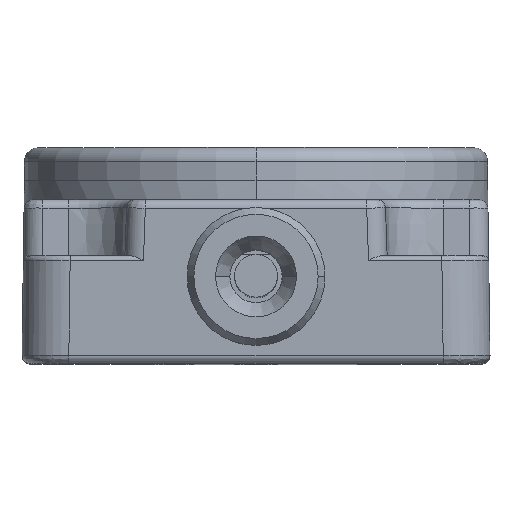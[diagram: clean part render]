
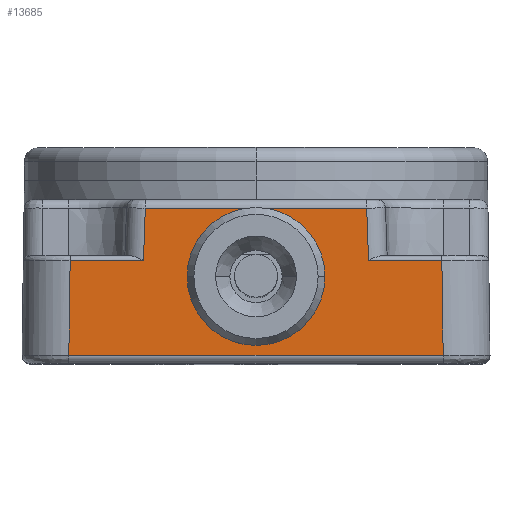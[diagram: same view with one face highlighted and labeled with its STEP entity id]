
A CAD part, top view. The second image highlights one B-rep face of the part: STEP entity #13685.
In plain terms, the highlighted planar face has unit normal (0, 0, 1).
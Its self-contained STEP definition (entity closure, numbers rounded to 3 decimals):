
#1732=CARTESIAN_POINT('',(0.,6.3,35.));
#1733=DIRECTION('',(0.,0.,1.));
#1734=DIRECTION('',(1.,0.,0.));
#1735=AXIS2_PLACEMENT_3D('',#1732,#1733,#1734);
#1737=CARTESIAN_POINT('',(0.,6.3,35.));
#1738=DIRECTION('',(0.,0.,1.));
#1739=DIRECTION('',(-1.,0.,0.));
#1740=AXIS2_PLACEMENT_3D('',#1737,#1738,#1739);
#1742=DIRECTION('',(-1.,0.,0.));
#1743=VECTOR('',#1742,39.974);
#1744=CARTESIAN_POINT('',(19.987,-2.1,35.));
#1745=LINE('',#1744,#1743);
#1746=DIRECTION('',(-0.014,-1.,0.));
#1747=VECTOR('',#1746,10.101);
#1748=CARTESIAN_POINT('',(-19.846,8.,35.));
#1749=LINE('',#1748,#1747);
#1750=DIRECTION('',(1.,0.,0.));
#1751=VECTOR('',#1750,7.83);
#1752=CARTESIAN_POINT('',(-19.846,8.,35.));
#1753=LINE('',#1752,#1751);
#1754=DIRECTION('',(1.,0.,0.));
#1755=VECTOR('',#1754,23.641);
#1756=CARTESIAN_POINT('',(-11.821,13.6,35.));
#1757=LINE('',#1756,#1755);
#1758=DIRECTION('',(1.,0.,0.));
#1759=VECTOR('',#1758,7.83);
#1760=CARTESIAN_POINT('',(12.016,8.,35.));
#1761=LINE('',#1760,#1759);
#1762=DIRECTION('',(-0.014,1.,0.));
#1763=VECTOR('',#1762,10.101);
#1764=CARTESIAN_POINT('',(19.987,-2.1,35.));
#1765=LINE('',#1764,#1763);
#4467=CARTESIAN_POINT('',(11.821,13.6,35.));
#4484=DIRECTION('',(-0.035,0.999,0.));
#4485=VECTOR('',#4484,5.603);
#4486=CARTESIAN_POINT('',(12.016,8.,35.));
#4487=LINE('',#4486,#4485);
#4514=DIRECTION('',(-0.035,-0.999,0.));
#4515=VECTOR('',#4514,5.603);
#4516=CARTESIAN_POINT('',(-11.821,13.6,35.));
#4517=LINE('',#4516,#4515);
#4771=CARTESIAN_POINT('',(19.846,8.,35.));
#9906=CARTESIAN_POINT('',(19.987,-2.1,35.));
#9907=CARTESIAN_POINT('',(-19.987,-2.1,
35.));
#9908=VERTEX_POINT('',#9906);
#9909=VERTEX_POINT('',#9907);
#9927=VERTEX_POINT('',#4467);
#9930=CARTESIAN_POINT('',(-11.821,13.6,35.));
#9931=VERTEX_POINT('',#9930);
#10335=VERTEX_POINT('',#4771);
#10338=CARTESIAN_POINT('',(12.016,8.,35.));
#10339=VERTEX_POINT('',#10338);
#10340=CARTESIAN_POINT('',(-19.846,8.,
35.));
#10341=CARTESIAN_POINT('',(-12.016,8.,35.));
#10342=VERTEX_POINT('',#10340);
#10343=VERTEX_POINT('',#10341);
#10354=CARTESIAN_POINT('',(6.273,6.3,35.));
#10355=CARTESIAN_POINT('',(-6.273,6.3,35.));
#10356=VERTEX_POINT('',#10354);
#10357=VERTEX_POINT('',#10355);
#13658=CARTESIAN_POINT('',(-25.,-3.,35.));
#13659=DIRECTION('',(0.,0.,1.));
#13660=DIRECTION('',(1.,0.,0.));
#13661=AXIS2_PLACEMENT_3D('',#13658,#13659,#13660);
#13662=PLANE('',#13661);
#13664=ORIENTED_EDGE('',*,*,#13663,.T.);
#13666=ORIENTED_EDGE('',*,*,#13665,.F.);
#13668=ORIENTED_EDGE('',*,*,#13667,.T.);
#13670=ORIENTED_EDGE('',*,*,#13669,.F.);
#13672=ORIENTED_EDGE('',*,*,#13671,.T.);
#13674=ORIENTED_EDGE('',*,*,#13673,.F.);
#13676=ORIENTED_EDGE('',*,*,#13675,.T.);
#13678=ORIENTED_EDGE('',*,*,#13677,.F.);
#13679=EDGE_LOOP('',(#13664,#13666,#13668,#13670,#13672,#13674,#13676,#13678));
#13680=FACE_OUTER_BOUND('',#13679,.F.);
#13681=ORIENTED_EDGE('',*,*,#13628,.T.);
#13682=ORIENTED_EDGE('',*,*,#13614,.T.);
#13683=EDGE_LOOP('',(#13681,#13682));
#13684=FACE_BOUND('',#13683,.F.);
#13685=ADVANCED_FACE('',(#13680,#13684),#13662,.T.);
#1736=CIRCLE('',#1735,6.273);
#1741=CIRCLE('',#1740,6.273);
#13614=EDGE_CURVE('',#10357,#10356,#1741,.T.);
#13628=EDGE_CURVE('',#10356,#10357,#1736,.T.);
#13663=EDGE_CURVE('',#9908,#9909,#1745,.T.);
#13665=EDGE_CURVE('',#10342,#9909,#1749,.T.);
#13667=EDGE_CURVE('',#10342,#10343,#1753,.T.);
#13669=EDGE_CURVE('',#9931,#10343,#4517,.T.);
#13671=EDGE_CURVE('',#9931,#9927,#1757,.T.);
#13673=EDGE_CURVE('',#10339,#9927,#4487,.T.);
#13675=EDGE_CURVE('',#10339,#10335,#1761,.T.);
#13677=EDGE_CURVE('',#9908,#10335,#1765,.T.);
